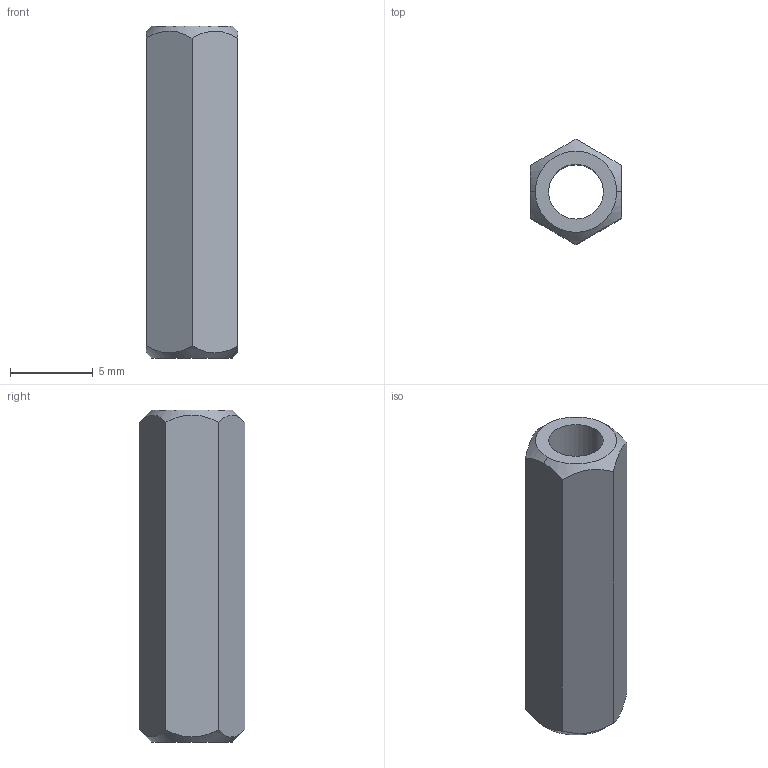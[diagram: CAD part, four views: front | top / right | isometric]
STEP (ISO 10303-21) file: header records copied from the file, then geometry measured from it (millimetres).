
FILE_DESCRIPTION (( 'STEP AP214' ), '1' );
FILE_NAME ('Brass stud M4℅20邧籵鞠褒肣蹟翐ㄗ酴肣ㄘ.step', '2016-10-28T04:21:15', ( 'dell' ), ( '' ), 'SwSTEP 2.0', 'SolidWorks 2013', '' );
FILE_SCHEMA (( 'AUTOMOTIVE_DESIGN' ));
Length unit declared in the file: millimetre
Products named in the file (1): Brass stud M4×20双通六角铜螺柱（黄铜）
Bounding box: 5.5 x 6.35 x 20 mm (x, y, z)
Volume: 349.2 mm3; surface area: 612.7 mm2
Topology: 1 solids, 1 shells, 14 faces, 36 edges, 24 vertices
Faces by surface type: plane 8, cone 4, cylinder 2
Entity records: 596 total; most frequent: CARTESIAN_POINT 215, ORIENTED_EDGE 72, DIRECTION 58, EDGE_CURVE 36, VERTEX_POINT 24, AXIS2_PLACEMENT_3D 23, EDGE_LOOP 16, B_SPLINE_CURVE_WITH_KNOTS 16
